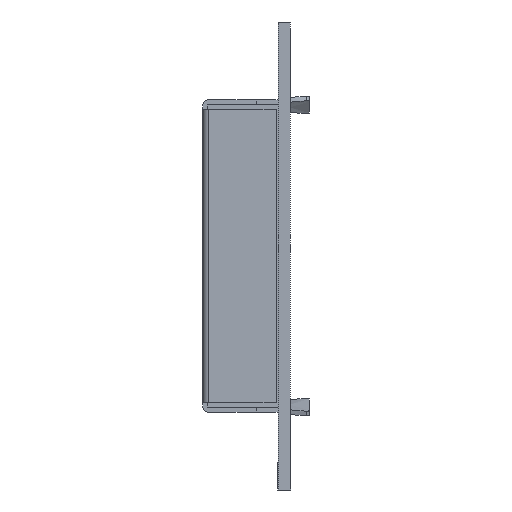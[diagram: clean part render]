
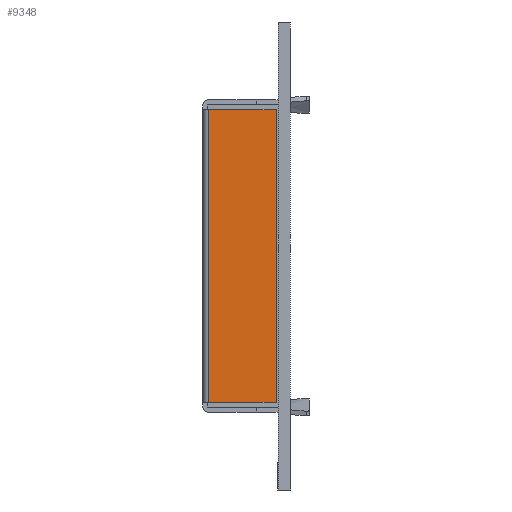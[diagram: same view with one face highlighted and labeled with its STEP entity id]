
A CAD part, left-side view. The second image highlights one B-rep face of the part: STEP entity #9348.
In plain terms, the highlighted planar face has unit normal (-1, 0, 0).
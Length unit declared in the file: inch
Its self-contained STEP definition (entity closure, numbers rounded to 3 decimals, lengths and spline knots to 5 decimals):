
#1085=FACE_OUTER_BOUND('',#1600,.T.);
#1600=EDGE_LOOP('',(#7943,#7944,#7945,#7946));
#2330=LINE('',#14678,#3329);
#2574=LINE('',#17182,#3573);
#2576=LINE('',#17186,#3575);
#2577=LINE('',#17187,#3576);
#3329=VECTOR('',#10939,0.34);
#3573=VECTOR('',#11385,0.34);
#3575=VECTOR('',#11391,1.475);
#3576=VECTOR('',#11392,1.475);
#4390=VERTEX_POINT('',#14675);
#4391=VERTEX_POINT('',#14677);
#4526=VERTEX_POINT('',#17180);
#4527=VERTEX_POINT('',#17181);
#5421=EDGE_CURVE('',#4390,#4391,#2330,.T.);
#5727=EDGE_CURVE('',#4526,#4527,#2574,.T.);
#5730=EDGE_CURVE('',#4526,#4390,#2576,.T.);
#5731=EDGE_CURVE('',#4391,#4527,#2577,.T.);
#7943=ORIENTED_EDGE('',*,*,#5421,.F.);
#7944=ORIENTED_EDGE('',*,*,#5730,.F.);
#7945=ORIENTED_EDGE('',*,*,#5727,.T.);
#7946=ORIENTED_EDGE('',*,*,#5731,.F.);
#8939=PLANE('',#9815);
#9348=ADVANCED_FACE('',(#1085),#8939,.T.);
#9815=AXIS2_PLACEMENT_3D('',#17185,#11389,#11390);
#10939=DIRECTION('',(0.,-1.,0.));
#11385=DIRECTION('',(0.,-1.,0.));
#11389=DIRECTION('center_axis',(-1.,0.,0.));
#11390=DIRECTION('ref_axis',(0.,0.,1.));
#11391=DIRECTION('',(0.,0.,1.));
#11392=DIRECTION('',(0.,0.,-1.));
#14675=CARTESIAN_POINT('',(-1.9155,0.4125,0.7375));
#14677=CARTESIAN_POINT('',(-1.9155,0.0725,0.7375));
#14678=CARTESIAN_POINT('',(-1.9155,0.4125,0.7375));
#17180=CARTESIAN_POINT('',(-1.9155,0.4125,-0.7375));
#17181=CARTESIAN_POINT('',(-1.9155,0.0725,-0.7375));
#17182=CARTESIAN_POINT('',(-1.9155,0.4125,-0.7375));
#17185=CARTESIAN_POINT('Origin',(-1.9155,0.4175,-0.7375));
#17186=CARTESIAN_POINT('',(-1.9155,0.4125,-0.7375));
#17187=CARTESIAN_POINT('',(-1.9155,0.0725,0.7375));
